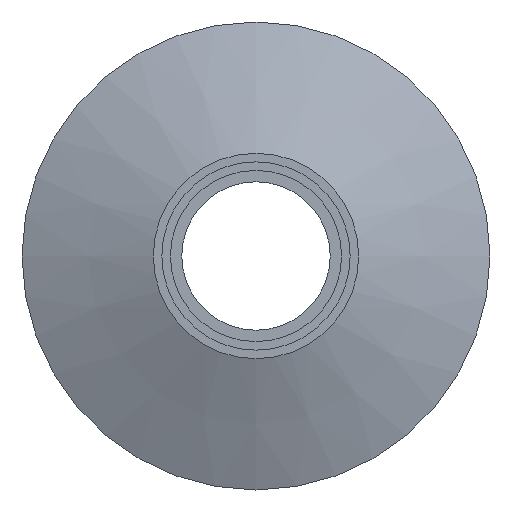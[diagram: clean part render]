
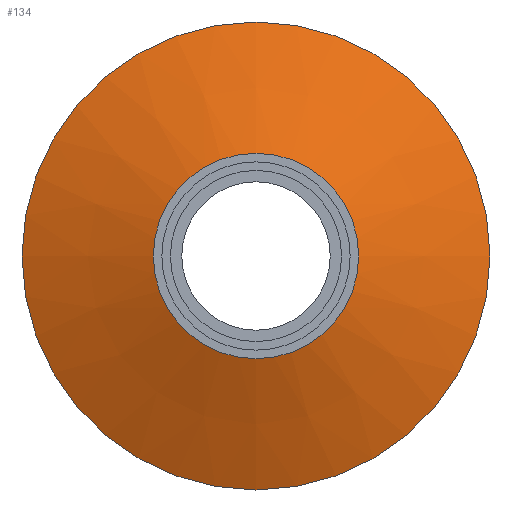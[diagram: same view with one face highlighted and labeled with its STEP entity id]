
A CAD part, front view. The second image highlights one B-rep face of the part: STEP entity #134.
In plain terms, the highlighted conical face has half-angle 68.199 degrees and reference radius 14.75 mm.
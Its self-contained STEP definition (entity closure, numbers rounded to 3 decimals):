
#19=LINE('',#234,#25);
#25=VECTOR('',#189,14.75);
#31=CONICAL_SURFACE('',#160,14.75,1.19);
#38=FACE_OUTER_BOUND('',#49,.T.);
#49=EDGE_LOOP('',(#99,#100,#101,#102));
#61=CIRCLE('',#158,9.);
#63=CIRCLE('',#161,20.5);
#71=VERTEX_POINT('',#227);
#73=VERTEX_POINT('',#232);
#81=EDGE_CURVE('',#71,#71,#61,.T.);
#83=EDGE_CURVE('',#73,#73,#63,.T.);
#84=EDGE_CURVE('',#73,#71,#19,.T.);
#99=ORIENTED_EDGE('',*,*,#83,.F.);
#100=ORIENTED_EDGE('',*,*,#84,.T.);
#101=ORIENTED_EDGE('',*,*,#81,.T.);
#102=ORIENTED_EDGE('',*,*,#84,.F.);
#134=ADVANCED_FACE('',(#38),#31,.T.);
#158=AXIS2_PLACEMENT_3D('',#228,#181,#182);
#160=AXIS2_PLACEMENT_3D('',#231,#185,#186);
#161=AXIS2_PLACEMENT_3D('',#233,#187,#188);
#181=DIRECTION('center_axis',(0.,1.,0.));
#182=DIRECTION('ref_axis',(1.,0.,0.));
#185=DIRECTION('center_axis',(0.,1.,0.));
#186=DIRECTION('ref_axis',(0.,0.,1.));
#187=DIRECTION('center_axis',(0.,1.,0.));
#188=DIRECTION('ref_axis',(1.,0.,0.));
#189=DIRECTION('',(0.,-0.371,0.928));
#227=CARTESIAN_POINT('',(0.,9.253,65.355));
#228=CARTESIAN_POINT('Origin',(0.,9.253,74.355));
#231=CARTESIAN_POINT('Origin',(0.,11.553,74.355));
#232=CARTESIAN_POINT('',(0.,13.853,53.855));
#233=CARTESIAN_POINT('Origin',(0.,13.853,74.355));
#234=CARTESIAN_POINT('',(0.,11.553,59.605));
